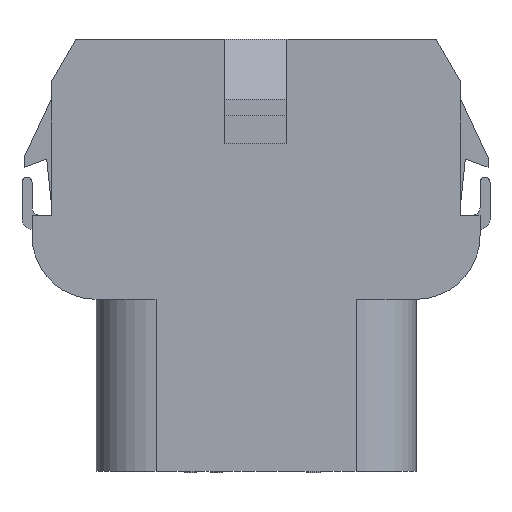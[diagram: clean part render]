
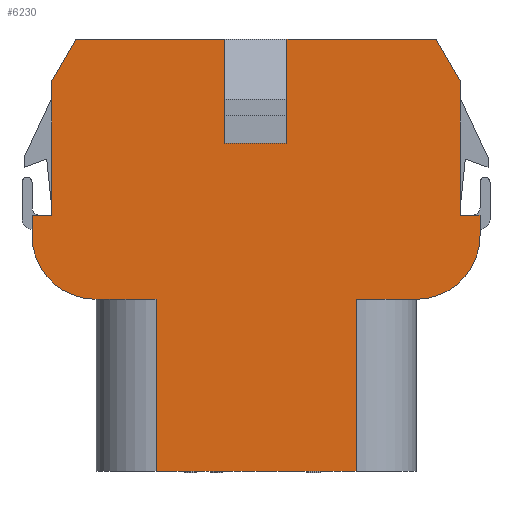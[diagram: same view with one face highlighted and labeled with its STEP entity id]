
A CAD part, front view. The second image highlights one B-rep face of the part: STEP entity #6230.
In plain terms, the highlighted planar face has unit normal (0, -1, 0).
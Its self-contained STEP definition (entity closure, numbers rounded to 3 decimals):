
#134=DIRECTION('',(-1.,0.,0.));
#135=VECTOR('',#134,9.463);
#136=CARTESIAN_POINT('',(11.431,-6.985,0.));
#137=LINE('',#136,#135);
#142=DIRECTION('',(-1.,0.,0.));
#143=VECTOR('',#142,9.463);
#144=CARTESIAN_POINT('',(-1.969,-6.985,0.));
#145=LINE('',#144,#143);
#288=DIRECTION('',(0.,0.,-1.));
#289=VECTOR('',#288,6.604);
#290=CARTESIAN_POINT('',(1.969,-6.985,0.));
#291=LINE('',#290,#289);
#292=DIRECTION('',(-0.5,0.,0.866));
#293=VECTOR('',#292,3.048);
#294=CARTESIAN_POINT('',(12.955,-6.985,-2.64));
#295=LINE('',#294,#293);
#296=DIRECTION('',(0.,0.,1.));
#297=VECTOR('',#296,8.536);
#298=CARTESIAN_POINT('',(12.955,-6.985,-11.176));
#299=LINE('',#298,#297);
#300=DIRECTION('',(-1.,0.,0.));
#301=VECTOR('',#300,1.269);
#302=CARTESIAN_POINT('',(14.224,-6.985,-11.176));
#303=LINE('',#302,#301);
#304=DIRECTION('',(0.,0.,1.));
#305=VECTOR('',#304,1.27);
#306=CARTESIAN_POINT('',(14.224,-6.985,-12.446));
#307=LINE('',#306,#305);
#308=CARTESIAN_POINT('',(10.16,-6.985,-12.446));
#309=DIRECTION('',(0.,-1.,0.));
#310=DIRECTION('',(0.,0.,-1.));
#311=AXIS2_PLACEMENT_3D('',#308,#309,#310);
#313=DIRECTION('',(0.,0.,1.));
#314=VECTOR('',#313,10.922);
#315=CARTESIAN_POINT('',(-6.35,-6.985,-27.432));
#316=LINE('',#315,#314);
#317=CARTESIAN_POINT('',(-10.16,-6.985,-12.446));
#318=DIRECTION('',(0.,-1.,0.));
#319=DIRECTION('',(-1.,0.,0.));
#320=AXIS2_PLACEMENT_3D('',#317,#318,#319);
#322=DIRECTION('',(0.,0.,-1.));
#323=VECTOR('',#322,1.27);
#324=CARTESIAN_POINT('',(-14.224,-6.985,-11.176));
#325=LINE('',#324,#323);
#326=DIRECTION('',(-1.,0.,0.));
#327=VECTOR('',#326,1.269);
#328=CARTESIAN_POINT('',(-12.955,-6.985,-11.176));
#329=LINE('',#328,#327);
#330=DIRECTION('',(0.,0.,-1.));
#331=VECTOR('',#330,8.536);
#332=CARTESIAN_POINT('',(-12.955,-6.985,-2.64));
#333=LINE('',#332,#331);
#334=DIRECTION('',(-0.5,0.,-0.866));
#335=VECTOR('',#334,3.048);
#336=CARTESIAN_POINT('',(-11.431,-6.985,0.));
#337=LINE('',#336,#335);
#338=DIRECTION('',(0.,0.,-1.));
#339=VECTOR('',#338,6.604);
#340=CARTESIAN_POINT('',(-1.969,-6.985,0.));
#341=LINE('',#340,#339);
#342=DIRECTION('',(-1.,0.,0.));
#343=VECTOR('',#342,3.937);
#344=CARTESIAN_POINT('',(1.969,-6.985,-6.604));
#345=LINE('',#344,#343);
#729=DIRECTION('',(1.,0.,0.));
#730=VECTOR('',#729,3.81);
#731=CARTESIAN_POINT('',(-10.16,-6.985,-16.51));
#732=LINE('',#731,#730);
#738=DIRECTION('',(1.,0.,0.));
#739=VECTOR('',#738,3.81);
#740=CARTESIAN_POINT('',(6.35,-6.985,-16.51));
#741=LINE('',#740,#739);
#808=DIRECTION('',(-1.,0.,0.));
#809=VECTOR('',#808,12.7);
#810=CARTESIAN_POINT('',(6.35,-6.985,-27.432));
#811=LINE('',#810,#809);
#1738=DIRECTION('',(0.,0.,1.));
#1739=VECTOR('',#1738,10.922);
#1740=CARTESIAN_POINT('',(6.35,-6.985,-27.432));
#1741=LINE('',#1740,#1739);
#4635=CARTESIAN_POINT('',(-6.35,-6.985,-27.432));
#4636=VERTEX_POINT('',#4635);
#4637=CARTESIAN_POINT('',(6.35,-6.985,-27.432));
#4638=VERTEX_POINT('',#4637);
#4651=CARTESIAN_POINT('',(-6.35,-6.985,-16.51));
#4652=VERTEX_POINT('',#4651);
#4653=CARTESIAN_POINT('',(6.35,-6.985,-16.51));
#4654=VERTEX_POINT('',#4653);
#4713=CARTESIAN_POINT('',(14.224,-6.985,-12.446));
#4714=CARTESIAN_POINT('',(14.224,-6.985,-11.176));
#4715=VERTEX_POINT('',#4713);
#4716=VERTEX_POINT('',#4714);
#4717=CARTESIAN_POINT('',(12.955,-6.985,-11.176));
#4718=VERTEX_POINT('',#4717);
#4719=CARTESIAN_POINT('',(12.955,-6.985,-2.64));
#4720=VERTEX_POINT('',#4719);
#4721=CARTESIAN_POINT('',(11.431,-6.985,0.));
#4722=VERTEX_POINT('',#4721);
#4723=CARTESIAN_POINT('',(-11.431,-6.985,0.));
#4724=CARTESIAN_POINT('',(-12.955,-6.985,-2.64));
#4725=VERTEX_POINT('',#4723);
#4726=VERTEX_POINT('',#4724);
#4727=CARTESIAN_POINT('',(-12.955,-6.985,-11.176));
#4728=VERTEX_POINT('',#4727);
#4729=CARTESIAN_POINT('',(-14.224,-6.985,-11.176));
#4730=VERTEX_POINT('',#4729);
#4731=CARTESIAN_POINT('',(-14.224,-6.985,-12.446));
#4732=VERTEX_POINT('',#4731);
#4761=CARTESIAN_POINT('',(-10.16,-6.985,-16.51));
#4762=VERTEX_POINT('',#4761);
#4763=CARTESIAN_POINT('',(10.16,-6.985,-16.51));
#4764=VERTEX_POINT('',#4763);
#5017=CARTESIAN_POINT('',(1.969,-6.985,0.));
#5018=CARTESIAN_POINT('',(1.969,-6.985,-6.604));
#5019=VERTEX_POINT('',#5017);
#5020=VERTEX_POINT('',#5018);
#5021=CARTESIAN_POINT('',(-1.969,-6.985,0.));
#5022=CARTESIAN_POINT('',(-1.969,-6.985,-6.604));
#5023=VERTEX_POINT('',#5021);
#5024=VERTEX_POINT('',#5022);
#6185=CARTESIAN_POINT('',(-10.16,-6.985,0.));
#6186=DIRECTION('',(0.,-1.,0.));
#6187=DIRECTION('',(1.,0.,0.));
#6188=AXIS2_PLACEMENT_3D('',#6185,#6186,#6187);
#6189=PLANE('',#6188);
#6191=ORIENTED_EDGE('',*,*,#6190,.F.);
#6192=ORIENTED_EDGE('',*,*,#6074,.F.);
#6194=ORIENTED_EDGE('',*,*,#6193,.F.);
#6196=ORIENTED_EDGE('',*,*,#6195,.F.);
#6198=ORIENTED_EDGE('',*,*,#6197,.F.);
#6200=ORIENTED_EDGE('',*,*,#6199,.F.);
#6202=ORIENTED_EDGE('',*,*,#6201,.F.);
#6204=ORIENTED_EDGE('',*,*,#6203,.F.);
#6206=ORIENTED_EDGE('',*,*,#6205,.F.);
#6208=ORIENTED_EDGE('',*,*,#6207,.T.);
#6210=ORIENTED_EDGE('',*,*,#6209,.T.);
#6212=ORIENTED_EDGE('',*,*,#6211,.F.);
#6214=ORIENTED_EDGE('',*,*,#6213,.F.);
#6216=ORIENTED_EDGE('',*,*,#6215,.F.);
#6218=ORIENTED_EDGE('',*,*,#6217,.F.);
#6220=ORIENTED_EDGE('',*,*,#6219,.F.);
#6222=ORIENTED_EDGE('',*,*,#6221,.F.);
#6223=ORIENTED_EDGE('',*,*,#6082,.F.);
#6225=ORIENTED_EDGE('',*,*,#6224,.T.);
#6227=ORIENTED_EDGE('',*,*,#6226,.F.);
#6228=EDGE_LOOP('',(#6191,#6192,#6194,#6196,#6198,#6200,#6202,#6204,#6206,#6208,
#6210,#6212,#6214,#6216,#6218,#6220,#6222,#6223,#6225,#6227));
#6229=FACE_OUTER_BOUND('',#6228,.F.);
#312=CIRCLE('',#311,4.064);
#321=CIRCLE('',#320,4.064);
#6074=EDGE_CURVE('',#4722,#5019,#137,.T.);
#6082=EDGE_CURVE('',#5023,#4725,#145,.T.);
#6190=EDGE_CURVE('',#5019,#5020,#291,.T.);
#6193=EDGE_CURVE('',#4720,#4722,#295,.T.);
#6195=EDGE_CURVE('',#4718,#4720,#299,.T.);
#6197=EDGE_CURVE('',#4716,#4718,#303,.T.);
#6199=EDGE_CURVE('',#4715,#4716,#307,.T.);
#6201=EDGE_CURVE('',#4764,#4715,#312,.T.);
#6203=EDGE_CURVE('',#4654,#4764,#741,.T.);
#6205=EDGE_CURVE('',#4638,#4654,#1741,.T.);
#6207=EDGE_CURVE('',#4638,#4636,#811,.T.);
#6209=EDGE_CURVE('',#4636,#4652,#316,.T.);
#6211=EDGE_CURVE('',#4762,#4652,#732,.T.);
#6213=EDGE_CURVE('',#4732,#4762,#321,.T.);
#6215=EDGE_CURVE('',#4730,#4732,#325,.T.);
#6217=EDGE_CURVE('',#4728,#4730,#329,.T.);
#6219=EDGE_CURVE('',#4726,#4728,#333,.T.);
#6221=EDGE_CURVE('',#4725,#4726,#337,.T.);
#6224=EDGE_CURVE('',#5023,#5024,#341,.T.);
#6226=EDGE_CURVE('',#5020,#5024,#345,.T.);
#6230=ADVANCED_FACE('',(#6229),#6189,.T.);
